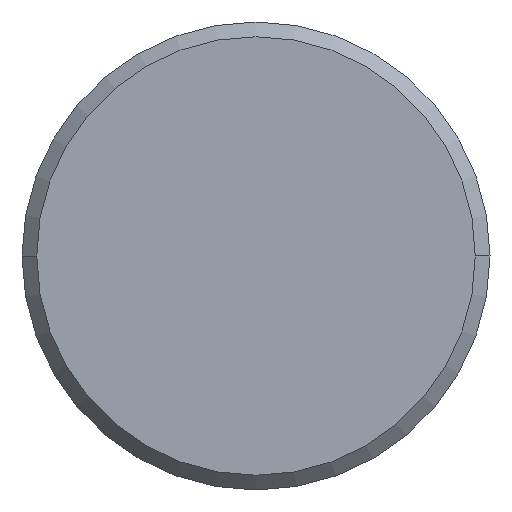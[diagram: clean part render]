
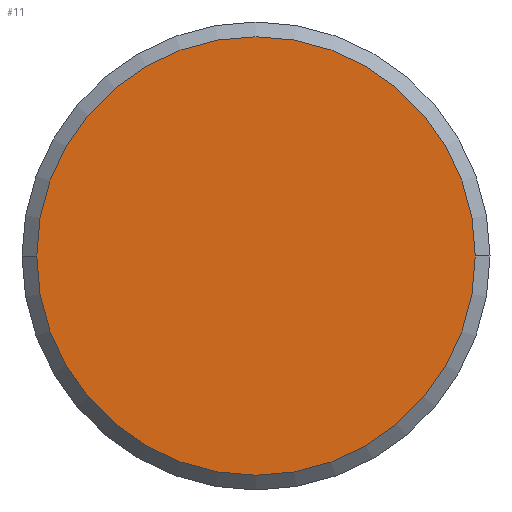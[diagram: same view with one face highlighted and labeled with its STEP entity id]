
A CAD part, left-side view. The second image highlights one B-rep face of the part: STEP entity #11.
In plain terms, the highlighted planar face has unit normal (-1, 0, 0).
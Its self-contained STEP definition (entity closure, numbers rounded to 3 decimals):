
#2 = CIRCLE ( 'NONE', #345, 4.463 ) ;
#11 = ADVANCED_FACE ( 'NONE', ( #350 ), #254, .T. ) ;
#26 = ORIENTED_EDGE ( 'NONE', *, *, #46, .F. ) ;
#33 = CARTESIAN_POINT ( 'NONE',  ( -45.037, 0., 0. ) ) ;
#35 = DIRECTION ( 'NONE',  ( 1., 0., 0. ) ) ;
#46 = EDGE_CURVE ( 'NONE', #147, #278, #2, .T. ) ;
#58 = ORIENTED_EDGE ( 'NONE', *, *, #223, .F. ) ;
#60 = DIRECTION ( 'NONE',  ( -1., 0., 0. ) ) ;
#134 = DIRECTION ( 'NONE',  ( 1., 0., 0. ) ) ;
#143 = DIRECTION ( 'NONE',  ( 0., 1., 0. ) ) ;
#147 = VERTEX_POINT ( 'NONE', #316 ) ;
#165 = AXIS2_PLACEMENT_3D ( 'NONE', #323, #134, #143 ) ;
#223 = EDGE_CURVE ( 'NONE', #278, #147, #370, .T. ) ;
#225 = DIRECTION ( 'NONE',  ( 0., -1., 0. ) ) ;
#227 = EDGE_LOOP ( 'NONE', ( #26, #58 ) ) ;
#228 = CARTESIAN_POINT ( 'NONE',  ( -45.037, 0., 0. ) ) ;
#239 = CARTESIAN_POINT ( 'NONE',  ( -45.037, -4.463, 0. ) ) ;
#254 = PLANE ( 'NONE',  #320 ) ;
#255 = DIRECTION ( 'NONE',  ( 0., 1., 0. ) ) ;
#278 = VERTEX_POINT ( 'NONE', #239 ) ;
#316 = CARTESIAN_POINT ( 'NONE',  ( -45.037, 4.462, 0. ) ) ;
#320 = AXIS2_PLACEMENT_3D ( 'NONE', #33, #60, #225 ) ;
#323 = CARTESIAN_POINT ( 'NONE',  ( -45.037, 0., 0. ) ) ;
#345 = AXIS2_PLACEMENT_3D ( 'NONE', #228, #35, #255 ) ;
#350 = FACE_OUTER_BOUND ( 'NONE', #227, .T. ) ;
#370 = CIRCLE ( 'NONE', #165, 4.463 ) ;
